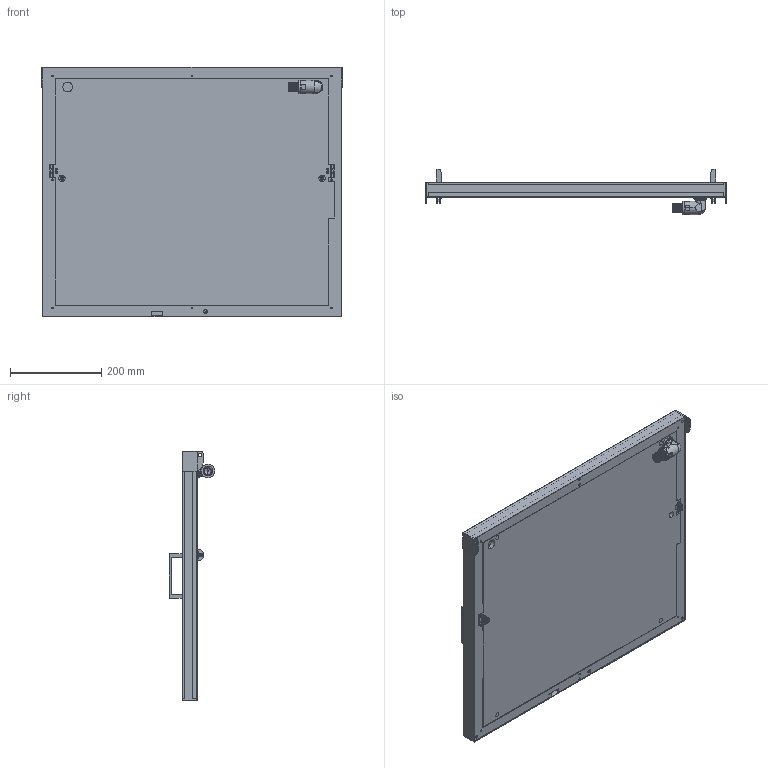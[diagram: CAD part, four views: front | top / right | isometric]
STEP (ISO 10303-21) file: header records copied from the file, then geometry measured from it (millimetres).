
FILE_DESCRIPTION (( 'STEP AP214' ), '1' );
FILE_NAME ('INGUN_113757.STEP', '2024-02-06T13:55:57', ( '' ), ( '' ), 'SwSTEP 2.0', 'SolidWorks 2021', '' );
FILE_SCHEMA (( 'AUTOMOTIVE_DESIGN' ));
Length unit declared in the file: millimetre
Products named in the file (19): DIN7~n_04,0m6x006; Gewindebuchse~n_M04-07,5 offen; 112176~0_S; 107216~2_KUNDE<S>; 113759~1_S; 19420~3; 111995~2_S; 107216_einteilig~2_KUNDE<S>; INGUN_113757; 115768~0_S; 49317~0; 112087~2_S; ISO7380~n_M04,0x012; 1607~1; 115289~0_S; 113760~1_S; 11657~0; 11655~0; 113758~1_S
Assembly tree (26 placements, depth 4):
  INGUN_113757
    115768~0_S
      113758~1_S
      Gewindebuchse~n_M04-07,5 offen  x4
    113759~1_S
    113760~1_S
    107216~2_KUNDE<S>
      107216_einteilig~2_KUNDE<S>
    1607~1  x2
    ISO7380~n_M04,0x012  x4
    112176~0_S  x2
      112087~2_S
        111995~2_S
        115289~0_S
      49317~0
    19420~3
    11657~0
    11655~0
    DIN7~n_04,0m6x006
Bounding box: 659 x 99.45 x 546 mm (x, y, z)
Volume: 6069673.1 mm3; surface area: 1924846.7 mm2
Topology: 24 solids, 24 shells, 1416 faces, 3412 edges, 2217 vertices
Faces by surface type: plane 830, cylinder 486, cone 50, torus 32, bspline 14, sphere 4
Entity records: 24976 total; most frequent: CARTESIAN_POINT 4395, DIRECTION 4331, ORIENTED_EDGE 3848, EDGE_CURVE 1924, AXIS2_PLACEMENT_3D 1640, VERTEX_POINT 1248, LINE 1051, VECTOR 1051
